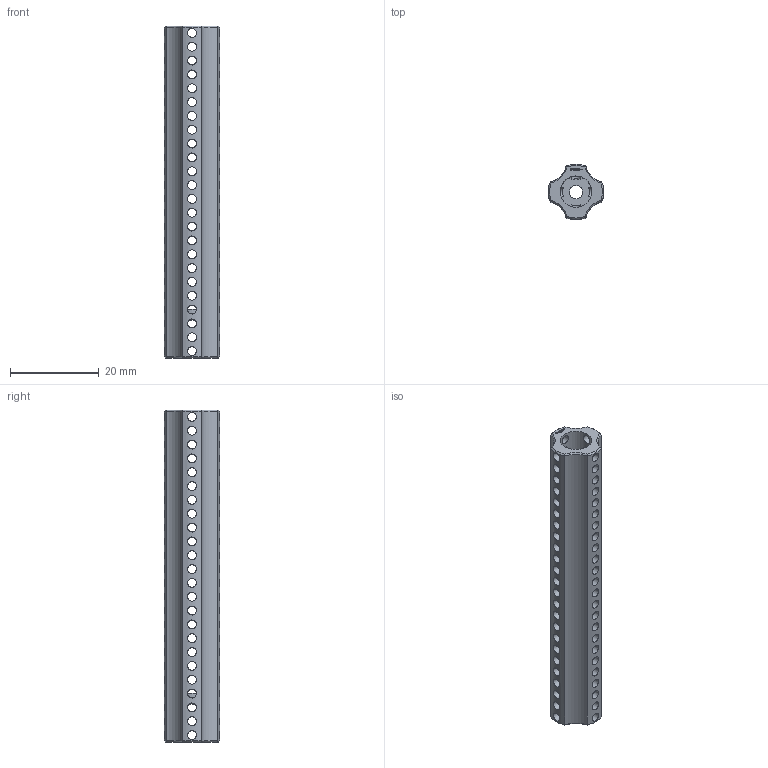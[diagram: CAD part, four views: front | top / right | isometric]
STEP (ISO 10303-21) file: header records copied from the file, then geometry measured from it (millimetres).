
FILE_DESCRIPTION(('FreeCAD Model'),'2;1');
FILE_NAME('Open CASCADE Shape Model','2024-02-18T14:33:27',(''),(''), 'Open CASCADE STEP processor 7.6','FreeCAD','Unknown');
FILE_SCHEMA(('AUTOMOTIVE_DESIGN { 1 0 10303 214 1 1 1 1 }'));
Length unit declared in the file: millimetre
Products named in the file (1): Power-Transmission Hub PLN IDX FRE TTMotor BU06.00 - SPN-PTH-0259 
(stemfie.org)
Bounding box: 12.5 x 12.5 x 75 mm (x, y, z)
Volume: 4308.2 mm3; surface area: 5877.7 mm2
Topology: 1 solids, 1 shells, 617 faces, 1875 edges, 1260 vertices
Faces by surface type: plane 315, extrusion 164, cylinder 116, cone 22
Full cylindrical faces by diameter (mm): 2 x96, 3 x1, 7.1 x1
Entity records: 76566 total; most frequent: CARTESIAN_POINT 41889, DIRECTION 5151, VECTOR 4019, LINE 3855, ORIENTED_EDGE 3750, PCURVE 3750, DEFINITIONAL_REPRESENTATION 3750, EDGE_CURVE 1875
